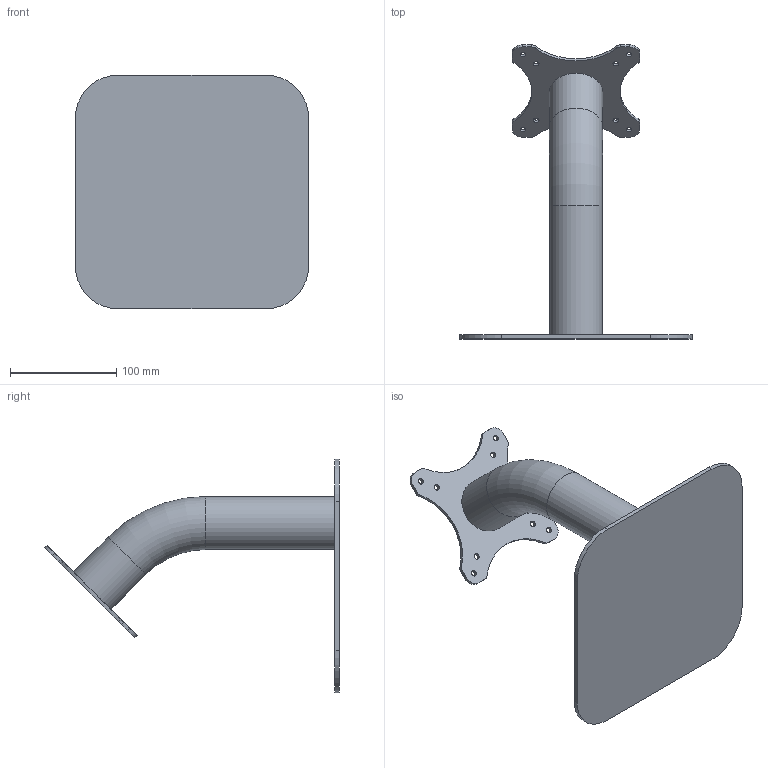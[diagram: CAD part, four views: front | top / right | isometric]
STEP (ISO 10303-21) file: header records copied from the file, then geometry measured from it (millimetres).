
FILE_DESCRIPTION(/* description */ (''),/* implementation_level */ '2;1');
FILE_NAME(/* name */ 'CAD_FXSBP2.stp',/* time_stamp */ '2023-02-14T14:47:57-05:00',/* author */ ('NickC'),/* organization */ (''),/* preprocessor_version */ 'ST-DEVELOPER v17',/* originating_system */ 'Autodesk Inventor 2019',/* authorisation */ '');
FILE_SCHEMA (('AUTOMOTIVE_DESIGN { 1 0 10303 214 3 1 1 }'));
Length unit declared in the file: inch
Products named in the file (1): CAD_FXSBP2
Bounding box: 219.5 x 277.17 x 219.75 mm (x, y, z)
Volume: 709282 mm3; surface area: 154329.5 mm2
Topology: 1 solids, 1 shells, 47 faces, 145 edges, 102 vertices
Faces by surface type: cylinder 30, plane 16, torus 1
Full cylindrical faces by diameter (mm): 5.4 x8, 50 x2
Entity records: 1759 total; most frequent: DIRECTION 320, CARTESIAN_POINT 295, ORIENTED_EDGE 290, EDGE_CURVE 145, AXIS2_PLACEMENT_3D 127, VERTEX_POINT 102, CIRCLE 79, LINE 66
